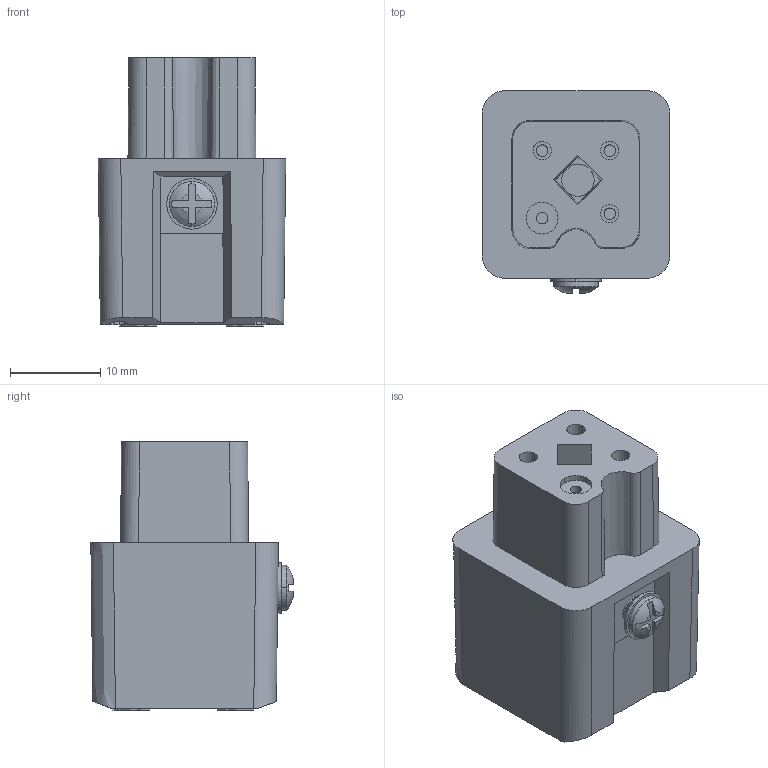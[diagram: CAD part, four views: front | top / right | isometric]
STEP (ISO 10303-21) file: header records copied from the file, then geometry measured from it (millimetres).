
FILE_DESCRIPTION(('Creo Elements/Direct Modeling STEP Export'),'2;1');
FILE_NAME('model.stp','2019-09-25T10:43:55',(''),(''),'Creo Elements/Direct Modeling STEP processor for AP214 (Solid Model)','Creo Elements/Direct Modeling 20.1A 29-Sep-2018 (C) Parametric Technology GmbH','');
FILE_SCHEMA(('AUTOMOTIVE_DESIGN { 1 0 10303 214 1 1 1 1 }'));
Length unit declared in the file: millimetre
Products named in the file (2): HC_A03_I_PT_F-select
Assembly tree (1 placements, depth 2):
  HC_A03_I_PT_F-select
    HC_A03_I_PT_F-select
Bounding box: 20.8 x 22.45 x 29.8 mm (x, y, z)
Volume: 8938.5 mm3; surface area: 3884.1 mm2
Topology: 1 solids, 1 shells, 337 faces, 902 edges, 588 vertices
Faces by surface type: plane 235, cylinder 50, cone 31, extrusion 16, bspline 3, sphere 2
Entity records: 16923 total; most frequent: CARTESIAN_POINT 6146, ORIENTED_EDGE 1804, DIRECTION 1455, EDGE_CURVE 902, VERTEX_POINT 588, VECTOR 581, LINE 565, AXIS2_PLACEMENT_3D 437
